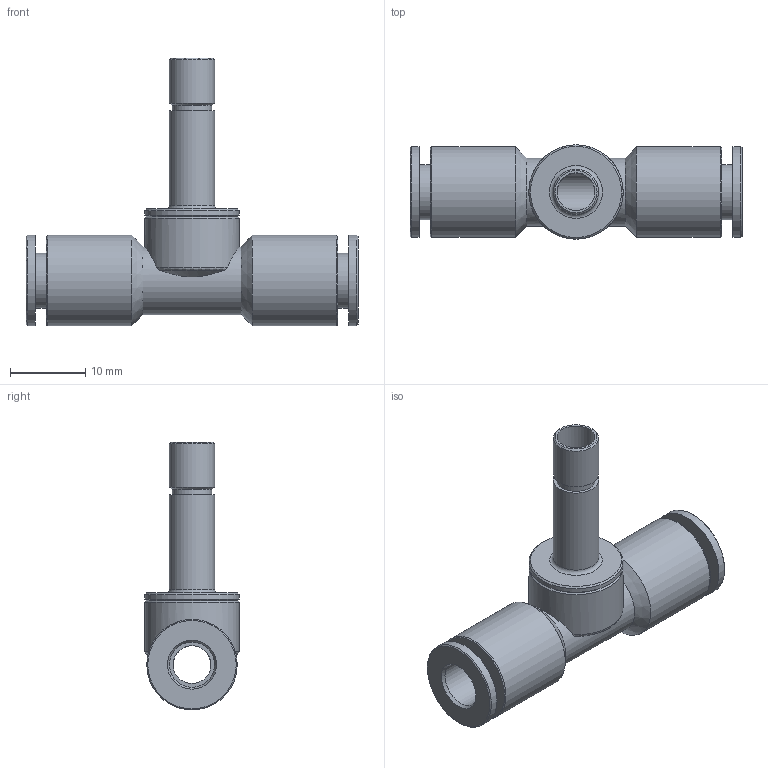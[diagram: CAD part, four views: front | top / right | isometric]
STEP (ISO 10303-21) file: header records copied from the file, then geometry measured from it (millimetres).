
FILE_DESCRIPTION(/* description */ ('STEP AP214'),/* implementation_level */ '2;1');
FILE_NAME(/* name */ '558792_NPQM-T-Q6-S6-P10',/* time_stamp */ '2024-09-13T07:16:24+02:00',/* author */ ('License CC BY-ND 4.0'),/* organization */ ('CADENAS'),/* preprocessor_version */ 'ST-DEVELOPER v19.3',/* originating_system */ 'PARTsolutions',/* authorisation */ ' ');
FILE_SCHEMA (('AUTOMOTIVE_DESIGN {1 0 10303 214 3 1 1}'));
Length unit declared in the file: millimetre
Products named in the file (1): 558792 NPQM-T-Q6-S6-P10
Bounding box: 44 x 12.5 x 35.5 mm (x, y, z)
Volume: 3693.1 mm3; surface area: 3821.3 mm2
Topology: 1 solids, 1 shells, 47 faces, 90 edges, 54 vertices
Faces by surface type: cone 17, cylinder 16, plane 11, torus 3
Full cylindrical faces by diameter (mm): 5 x2, 5.2 x1, 6 x4, 7.3 x2, 9 x1, 12 x4, 12.5 x2
Entity records: 1071 total; most frequent: CARTESIAN_POINT 195, DIRECTION 192, ORIENTED_EDGE 112, AXIS2_PLACEMENT_3D 96, EDGE_LOOP 92, FACE_BOUND 92, EDGE_CURVE 56, VERTEX_POINT 52
